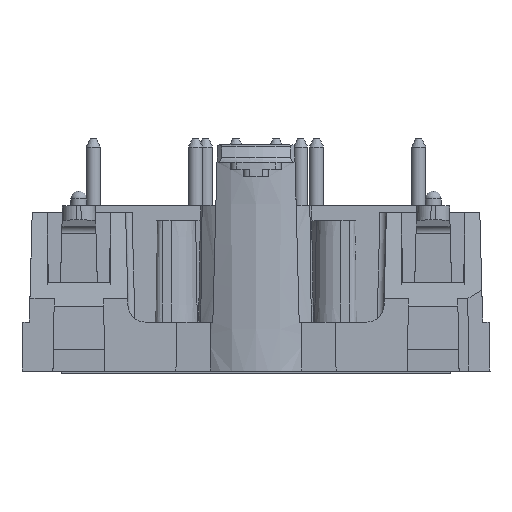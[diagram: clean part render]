
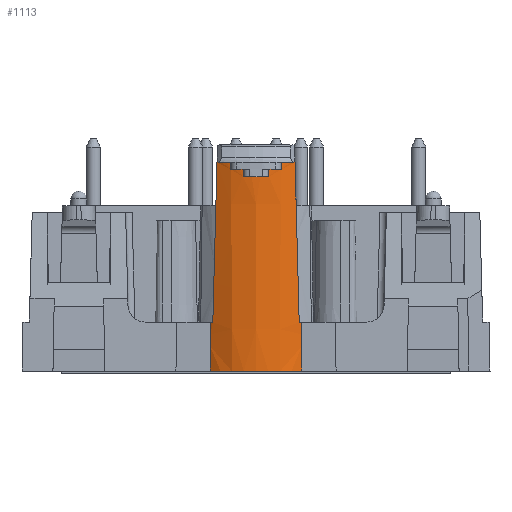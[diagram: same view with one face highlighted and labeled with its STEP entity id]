
A CAD part, left-side view. The second image highlights one B-rep face of the part: STEP entity #1113.
In plain terms, the highlighted conical face has half-angle 0.516 degrees and reference radius 5.5 mm.
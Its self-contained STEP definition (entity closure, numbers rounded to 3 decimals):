
#1113 = ADVANCED_FACE( '', ( #2485 ), #2486, .T. );
#2485 = FACE_OUTER_BOUND( '', #4120, .T. );
#2486 = CONICAL_SURFACE( '', #4121, 5.5, 0.009 );
#4120 = EDGE_LOOP( '', ( #7397, #7398, #7399, #7400, #7401, #7402, #7403, #7404, #7405, #7406, #7407, #7408, #7409, #7410, #7411, #7412 ) );
#4121 = AXIS2_PLACEMENT_3D( '', #7413, #7414, #7415 );
#7397 = ORIENTED_EDGE( '', *, *, #9664, .F. );
#7398 = ORIENTED_EDGE( '', *, *, #10425, .F. );
#7399 = ORIENTED_EDGE( '', *, *, #10138, .T. );
#7400 = ORIENTED_EDGE( '', *, *, #9304, .F. );
#7401 = ORIENTED_EDGE( '', *, *, #10019, .T. );
#7402 = ORIENTED_EDGE( '', *, *, #10426, .T. );
#7403 = ORIENTED_EDGE( '', *, *, #10272, .T. );
#7404 = ORIENTED_EDGE( '', *, *, #10427, .T. );
#7405 = ORIENTED_EDGE( '', *, *, #9133, .T. );
#7406 = ORIENTED_EDGE( '', *, *, #10428, .T. );
#7407 = ORIENTED_EDGE( '', *, *, #9408, .T. );
#7408 = ORIENTED_EDGE( '', *, *, #9168, .T. );
#7409 = ORIENTED_EDGE( '', *, *, #10245, .T. );
#7410 = ORIENTED_EDGE( '', *, *, #9404, .F. );
#7411 = ORIENTED_EDGE( '', *, *, #10362, .T. );
#7412 = ORIENTED_EDGE( '', *, *, #9373, .T. );
#7413 = CARTESIAN_POINT( '', ( -27.5, 0., 3.4 ) );
#7414 = DIRECTION( '', ( 0., 0., 1. ) );
#7415 = DIRECTION( '', ( -1., 0., 0. ) );
#9133 = EDGE_CURVE( '', #10828, #10826, #10829, .T. );
#9168 = EDGE_CURVE( '', #10892, #10890, #10893, .T. );
#9304 = EDGE_CURVE( '', #11135, #11137, #11138, .T. );
#9373 = EDGE_CURVE( '', #11255, #11253, #11256, .T. );
#9404 = EDGE_CURVE( '', #11306, #11308, #11309, .T. );
#9408 = EDGE_CURVE( '', #11314, #10892, #11315, .T. );
#9664 = EDGE_CURVE( '', #11749, #11253, #11751, .T. );
#10019 = EDGE_CURVE( '', #11135, #12305, #12307, .T. );
#10138 = EDGE_CURVE( '', #12473, #11137, #12475, .T. );
#10245 = EDGE_CURVE( '', #10890, #11308, #12623, .T. );
#10272 = EDGE_CURVE( '', #12660, #12658, #12661, .T. );
#10362 = EDGE_CURVE( '', #11306, #11255, #12780, .T. );
#10425 = EDGE_CURVE( '', #12473, #11749, #12860, .T. );
#10426 = EDGE_CURVE( '', #12305, #12660, #12861, .T. );
#10427 = EDGE_CURVE( '', #12658, #10828, #12862, .T. );
#10428 = EDGE_CURVE( '', #10826, #11314, #12863, .T. );
#10826 = VERTEX_POINT( '', #13321 );
#10828 = VERTEX_POINT( '', #13324 );
#10829 = CIRCLE( '', #13325, 5.591 );
#10890 = VERTEX_POINT( '', #13411 );
#10892 = VERTEX_POINT( '', #13414 );
#10893 = LINE( '', #13415, #13416 );
#11135 = VERTEX_POINT( '', #13742 );
#11137 = VERTEX_POINT( '', #13745 );
#11138 = ELLIPSE( '', #13746, 283.039, 6.957 );
#11253 = VERTEX_POINT( '', #13905 );
#11255 = VERTEX_POINT( '', #13908 );
#11256 = ELLIPSE( '', #13909, 248.172, 3.71 );
#11306 = VERTEX_POINT( '', #13987 );
#11308 = VERTEX_POINT( '', #13989 );
#11309 = ELLIPSE( '', #13990, 283.039, 6.957 );
#11314 = VERTEX_POINT( '', #13999 );
#11315 = CIRCLE( '', #14000, 5.595 );
#11749 = VERTEX_POINT( '', #14602 );
#11751 = CIRCLE( '', #14605, 5.469 );
#12305 = VERTEX_POINT( '', #15366 );
#12307 = CIRCLE( '', #15369, 5.6 );
#12473 = VERTEX_POINT( '', #15591 );
#12475 = CIRCLE( '', #15593, 5.5 );
#12623 = CIRCLE( '', #15786, 5.6 );
#12658 = VERTEX_POINT( '', #15851 );
#12660 = VERTEX_POINT( '', #15854 );
#12661 = CIRCLE( '', #15855, 5.595 );
#12780 = CIRCLE( '', #16029, 5.5 );
#12860 = ELLIPSE( '', #16137, 248.172, 3.71 );
#12861 = LINE( '', #16138, #16139 );
#12862 = LINE( '', #16140, #16141 );
#12863 = LINE( '', #16142, #16143 );
#13321 = CARTESIAN_POINT( '', ( -33.018, 0.9, 13.5 ) );
#13324 = CARTESIAN_POINT( '', ( -33.018, -0.9, 13.5 ) );
#13325 = AXIS2_PLACEMENT_3D( '', #16736, #16737, #16738 );
#13411 = CARTESIAN_POINT( '', ( -32.82, 1.75, 14.5 ) );
#13414 = CARTESIAN_POINT( '', ( -32.815, 1.75, 14. ) );
#13415 = CARTESIAN_POINT( '', ( -32.817, 1.75, 14.25 ) );
#13416 = VECTOR( '', #16780, 1000. );
#13742 = CARTESIAN_POINT( '', ( -32.401, -2.709, 14.5 ) );
#13745 = CARTESIAN_POINT( '', ( -32.11, -3., 3.4 ) );
#13746 = AXIS2_PLACEMENT_3D( '', #16953, #16954, #16955 );
#13905 = CARTESIAN_POINT( '', ( -31.941, 3.193, 0. ) );
#13908 = CARTESIAN_POINT( '', ( -32., 3.162, 3.4 ) );
#13909 = AXIS2_PLACEMENT_3D( '', #17038, #17039, #17040 );
#13987 = CARTESIAN_POINT( '', ( -32.11, 3., 3.4 ) );
#13989 = CARTESIAN_POINT( '', ( -32.401, 2.709, 14.5 ) );
#13990 = AXIS2_PLACEMENT_3D( '', #17071, #17072, #17073 );
#13999 = CARTESIAN_POINT( '', ( -33.023, 0.9, 14. ) );
#14000 = AXIS2_PLACEMENT_3D( '', #17075, #17076, #17077 );
#14602 = CARTESIAN_POINT( '', ( -31.941, -3.193, 0. ) );
#14605 = AXIS2_PLACEMENT_3D( '', #17411, #17412, #17413 );
#15366 = CARTESIAN_POINT( '', ( -32.82, -1.75, 14.5 ) );
#15369 = AXIS2_PLACEMENT_3D( '', #17865, #17866, #17867 );
#15591 = CARTESIAN_POINT( '', ( -32., -3.162, 3.4 ) );
#15593 = AXIS2_PLACEMENT_3D( '', #18008, #18009, #18010 );
#15786 = AXIS2_PLACEMENT_3D( '', #18158, #18159, #18160 );
#15851 = CARTESIAN_POINT( '', ( -33.023, -0.9, 14. ) );
#15854 = CARTESIAN_POINT( '', ( -32.815, -1.75, 14. ) );
#15855 = AXIS2_PLACEMENT_3D( '', #18190, #18191, #18192 );
#16029 = AXIS2_PLACEMENT_3D( '', #18294, #18295, #18296 );
#16137 = AXIS2_PLACEMENT_3D( '', #18367, #18368, #18369 );
#16138 = CARTESIAN_POINT( '', ( -32.817, -1.75, 14.25 ) );
#16139 = VECTOR( '', #18370, 1000. );
#16140 = CARTESIAN_POINT( '', ( -33.02, -0.9, 13.75 ) );
#16141 = VECTOR( '', #18371, 1000. );
#16142 = CARTESIAN_POINT( '', ( -33.02, 0.9, 13.75 ) );
#16143 = VECTOR( '', #18372, 1000. );
#16736 = CARTESIAN_POINT( '', ( -27.5, 0., 13.5 ) );
#16737 = DIRECTION( '', ( 0., 0., -1. ) );
#16738 = DIRECTION( '', ( -1., 0., 0. ) );
#16780 = DIRECTION( '', ( -0.009, 0., 1. ) );
#16953 = CARTESIAN_POINT( '', ( -27.5, 2.549, 215.309 ) );
#16954 = DIRECTION( '', ( 0., -1., 0.026 ) );
#16955 = DIRECTION( '', ( 0., 0.026, 1. ) );
#17038 = CARTESIAN_POINT( '', ( -29.735, 0., -126.336 ) );
#17039 = DIRECTION( '', ( -1., 0., -0.017 ) );
#17040 = DIRECTION( '', ( -0.017, 0., 1. ) );
#17071 = CARTESIAN_POINT( '', ( -27.5, -2.549, 215.309 ) );
#17072 = DIRECTION( '', ( 0., 1., 0.026 ) );
#17073 = DIRECTION( '', ( 0., -0.026, 1. ) );
#17075 = CARTESIAN_POINT( '', ( -27.5, 0., 14. ) );
#17076 = DIRECTION( '', ( 0., 0., -1. ) );
#17077 = DIRECTION( '', ( -1., 0., 0. ) );
#17411 = CARTESIAN_POINT( '', ( -27.5, 0., 0. ) );
#17412 = DIRECTION( '', ( 0., 0., -1. ) );
#17413 = DIRECTION( '', ( 1., 0., 0. ) );
#17865 = CARTESIAN_POINT( '', ( -27.5, 0., 14.5 ) );
#17866 = DIRECTION( '', ( 0., 0., -1. ) );
#17867 = DIRECTION( '', ( -1., 0., 0. ) );
#18008 = CARTESIAN_POINT( '', ( -27.5, 0., 3.4 ) );
#18009 = DIRECTION( '', ( 0., 0., -1. ) );
#18010 = DIRECTION( '', ( -1., 0., 0. ) );
#18158 = CARTESIAN_POINT( '', ( -27.5, 0., 14.5 ) );
#18159 = DIRECTION( '', ( 0., 0., -1. ) );
#18160 = DIRECTION( '', ( -1., 0., 0. ) );
#18190 = CARTESIAN_POINT( '', ( -27.5, 0., 14. ) );
#18191 = DIRECTION( '', ( 0., 0., -1. ) );
#18192 = DIRECTION( '', ( -1., 0., 0. ) );
#18294 = CARTESIAN_POINT( '', ( -27.5, 0., 3.4 ) );
#18295 = DIRECTION( '', ( 0., 0., -1. ) );
#18296 = DIRECTION( '', ( -1., 0., 0. ) );
#18367 = CARTESIAN_POINT( '', ( -29.735, 0., -126.336 ) );
#18368 = DIRECTION( '', ( 1., 0., 0.017 ) );
#18369 = DIRECTION( '', ( -0.017, 0., 1. ) );
#18370 = DIRECTION( '', ( 0.009, 0., -1. ) );
#18371 = DIRECTION( '', ( 0.009, 0., -1. ) );
#18372 = DIRECTION( '', ( -0.009, 0., 1. ) );
